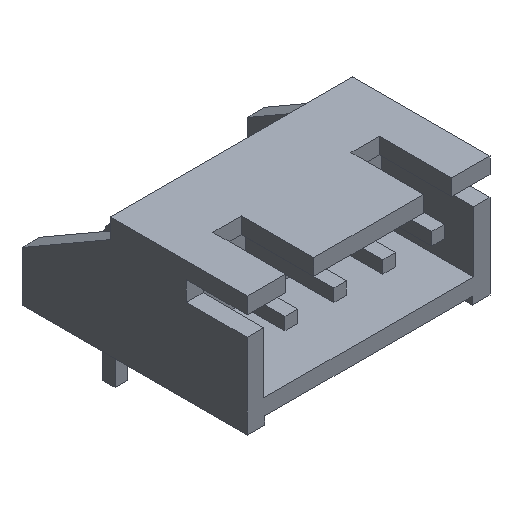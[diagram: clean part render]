
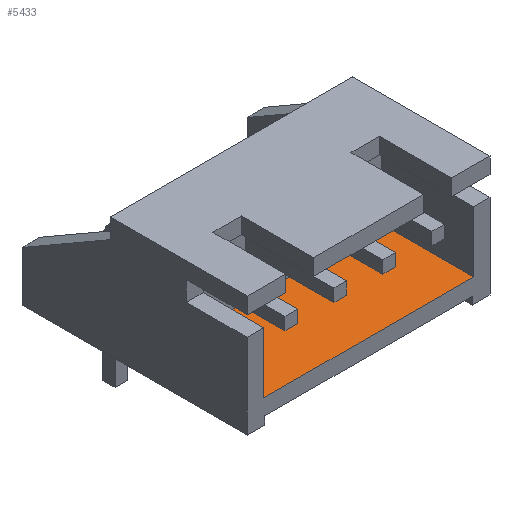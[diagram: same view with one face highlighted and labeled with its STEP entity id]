
A CAD part, isometric view. The second image highlights one B-rep face of the part: STEP entity #5433.
In plain terms, the highlighted planar face has unit normal (0, 0, 1).
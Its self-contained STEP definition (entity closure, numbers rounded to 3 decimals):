
#180 = PLANE('',#181);
#181 = AXIS2_PLACEMENT_3D('',#182,#183,#184);
#182 = CARTESIAN_POINT('',(-2.45,-9.2,4.325));
#183 = DIRECTION('',(0.,1.,0.));
#184 = DIRECTION('',(0.,0.,-1.));
#680 = PLANE('',#681);
#681 = AXIS2_PLACEMENT_3D('',#682,#683,#684);
#682 = CARTESIAN_POINT('',(-1.6,-4.5,5.325));
#683 = DIRECTION('',(-1.,0.,0.));
#684 = DIRECTION('',(0.,0.,-1.));
#708 = PLANE('',#709);
#709 = AXIS2_PLACEMENT_3D('',#710,#711,#712);
#710 = CARTESIAN_POINT('',(9.1,-4.5,1.225));
#711 = DIRECTION('',(0.,1.,0.));
#712 = DIRECTION('',(0.,0.,-1.));
#736 = PLANE('',#737);
#737 = AXIS2_PLACEMENT_3D('',#738,#739,#740);
#738 = CARTESIAN_POINT('',(9.1,-4.5,5.325));
#739 = DIRECTION('',(1.,0.,0.));
#740 = DIRECTION('',(0.,0.,1.));
#1822 = VERTEX_POINT('',#1823);
#1823 = CARTESIAN_POINT('',(9.1,-9.2,1.225));
#1844 = EDGE_CURVE('',#1845,#1822,#1847,.T.);
#1845 = VERTEX_POINT('',#1846);
#1846 = CARTESIAN_POINT('',(-1.6,-9.2,1.225));
#1847 = SURFACE_CURVE('',#1848,(#1852,#1859),.PCURVE_S1.);
#1848 = LINE('',#1849,#1850);
#1849 = CARTESIAN_POINT('',(9.1,-9.2,1.225));
#1850 = VECTOR('',#1851,1.);
#1851 = DIRECTION('',(1.,0.,0.));
#1852 = PCURVE('',#180,#1853);
#1853 = DEFINITIONAL_REPRESENTATION('',(#1854),#1858);
#1854 = LINE('',#1855,#1856);
#1855 = CARTESIAN_POINT('',(3.1,-11.55));
#1856 = VECTOR('',#1857,1.);
#1857 = DIRECTION('',(0.,-1.));
#1858 = ( GEOMETRIC_REPRESENTATION_CONTEXT(2) 
PARAMETRIC_REPRESENTATION_CONTEXT() REPRESENTATION_CONTEXT('2D SPACE',''
  ) );
#1859 = PCURVE('',#1860,#1865);
#1860 = PLANE('',#1861);
#1861 = AXIS2_PLACEMENT_3D('',#1862,#1863,#1864);
#1862 = CARTESIAN_POINT('',(9.1,-4.5,1.225));
#1863 = DIRECTION('',(0.,0.,-1.));
#1864 = DIRECTION('',(1.,0.,0.));
#1865 = DEFINITIONAL_REPRESENTATION('',(#1866),#1870);
#1866 = LINE('',#1867,#1868);
#1867 = CARTESIAN_POINT('',(0.,4.7));
#1868 = VECTOR('',#1869,1.);
#1869 = DIRECTION('',(1.,0.));
#1870 = ( GEOMETRIC_REPRESENTATION_CONTEXT(2) 
PARAMETRIC_REPRESENTATION_CONTEXT() REPRESENTATION_CONTEXT('2D SPACE',''
  ) );
#2219 = VERTEX_POINT('',#2220);
#2220 = CARTESIAN_POINT('',(9.1,-4.5,1.225));
#2241 = EDGE_CURVE('',#2219,#1822,#2242,.T.);
#2242 = SURFACE_CURVE('',#2243,(#2247,#2254),.PCURVE_S1.);
#2243 = LINE('',#2244,#2245);
#2244 = CARTESIAN_POINT('',(9.1,-4.5,1.225));
#2245 = VECTOR('',#2246,1.);
#2246 = DIRECTION('',(0.,-1.,0.));
#2247 = PCURVE('',#736,#2248);
#2248 = DEFINITIONAL_REPRESENTATION('',(#2249),#2253);
#2249 = LINE('',#2250,#2251);
#2250 = CARTESIAN_POINT('',(-4.1,0.));
#2251 = VECTOR('',#2252,1.);
#2252 = DIRECTION('',(0.,1.));
#2253 = ( GEOMETRIC_REPRESENTATION_CONTEXT(2) 
PARAMETRIC_REPRESENTATION_CONTEXT() REPRESENTATION_CONTEXT('2D SPACE',''
  ) );
#2254 = PCURVE('',#1860,#2255);
#2255 = DEFINITIONAL_REPRESENTATION('',(#2256),#2260);
#2256 = LINE('',#2257,#2258);
#2257 = CARTESIAN_POINT('',(0.,0.));
#2258 = VECTOR('',#2259,1.);
#2259 = DIRECTION('',(0.,1.));
#2260 = ( GEOMETRIC_REPRESENTATION_CONTEXT(2) 
PARAMETRIC_REPRESENTATION_CONTEXT() REPRESENTATION_CONTEXT('2D SPACE',''
  ) );
#2335 = EDGE_CURVE('',#2336,#1845,#2338,.T.);
#2336 = VERTEX_POINT('',#2337);
#2337 = CARTESIAN_POINT('',(-1.6,-4.5,1.225));
#2338 = SURFACE_CURVE('',#2339,(#2343,#2350),.PCURVE_S1.);
#2339 = LINE('',#2340,#2341);
#2340 = CARTESIAN_POINT('',(-1.6,-4.5,1.225));
#2341 = VECTOR('',#2342,1.);
#2342 = DIRECTION('',(0.,-1.,0.));
#2343 = PCURVE('',#680,#2344);
#2344 = DEFINITIONAL_REPRESENTATION('',(#2345),#2349);
#2345 = LINE('',#2346,#2347);
#2346 = CARTESIAN_POINT('',(4.1,0.));
#2347 = VECTOR('',#2348,1.);
#2348 = DIRECTION('',(0.,1.));
#2349 = ( GEOMETRIC_REPRESENTATION_CONTEXT(2) 
PARAMETRIC_REPRESENTATION_CONTEXT() REPRESENTATION_CONTEXT('2D SPACE',''
  ) );
#2350 = PCURVE('',#1860,#2351);
#2351 = DEFINITIONAL_REPRESENTATION('',(#2352),#2356);
#2352 = LINE('',#2353,#2354);
#2353 = CARTESIAN_POINT('',(-10.7,0.));
#2354 = VECTOR('',#2355,1.);
#2355 = DIRECTION('',(0.,1.));
#2356 = ( GEOMETRIC_REPRESENTATION_CONTEXT(2) 
PARAMETRIC_REPRESENTATION_CONTEXT() REPRESENTATION_CONTEXT('2D SPACE',''
  ) );
#2643 = EDGE_CURVE('',#2336,#2219,#2644,.T.);
#2644 = SURFACE_CURVE('',#2645,(#2649,#2656),.PCURVE_S1.);
#2645 = LINE('',#2646,#2647);
#2646 = CARTESIAN_POINT('',(9.1,-4.5,1.225));
#2647 = VECTOR('',#2648,1.);
#2648 = DIRECTION('',(1.,0.,0.));
#2649 = PCURVE('',#708,#2650);
#2650 = DEFINITIONAL_REPRESENTATION('',(#2651),#2655);
#2651 = LINE('',#2652,#2653);
#2652 = CARTESIAN_POINT('',(0.,0.));
#2653 = VECTOR('',#2654,1.);
#2654 = DIRECTION('',(0.,-1.));
#2655 = ( GEOMETRIC_REPRESENTATION_CONTEXT(2) 
PARAMETRIC_REPRESENTATION_CONTEXT() REPRESENTATION_CONTEXT('2D SPACE',''
  ) );
#2656 = PCURVE('',#1860,#2657);
#2657 = DEFINITIONAL_REPRESENTATION('',(#2658),#2662);
#2658 = LINE('',#2659,#2660);
#2659 = CARTESIAN_POINT('',(0.,0.));
#2660 = VECTOR('',#2661,1.);
#2661 = DIRECTION('',(1.,0.));
#2662 = ( GEOMETRIC_REPRESENTATION_CONTEXT(2) 
PARAMETRIC_REPRESENTATION_CONTEXT() REPRESENTATION_CONTEXT('2D SPACE',''
  ) );
#5433 = ADVANCED_FACE('',(#5434),#1860,.F.);
#5434 = FACE_BOUND('',#5435,.T.);
#5435 = EDGE_LOOP('',(#5436,#5437,#5438,#5439));
#5436 = ORIENTED_EDGE('',*,*,#1844,.T.);
#5437 = ORIENTED_EDGE('',*,*,#2241,.F.);
#5438 = ORIENTED_EDGE('',*,*,#2643,.F.);
#5439 = ORIENTED_EDGE('',*,*,#2335,.T.);
